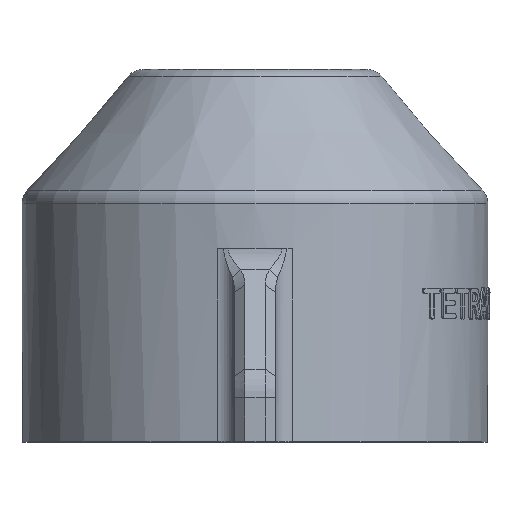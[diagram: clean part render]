
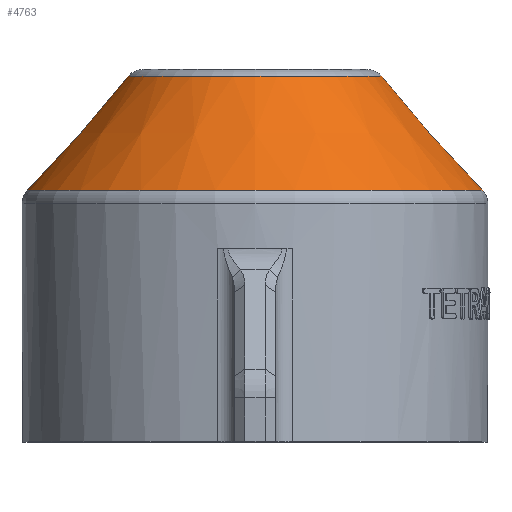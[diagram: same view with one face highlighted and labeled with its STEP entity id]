
A CAD part, top view. The second image highlights one B-rep face of the part: STEP entity #4763.
In plain terms, the highlighted conical face has half-angle 41.5 degrees and reference radius 23.1 mm.
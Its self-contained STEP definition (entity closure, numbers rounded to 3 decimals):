
#18=CONICAL_SURFACE('',#5010,23.1,0.724);
#780=FACE_OUTER_BOUND('',#1061,.T.);
#1061=EDGE_LOOP('',(#4202,#4203,#4204,#4205,#4206,#4207));
#1191=CIRCLE('',#4984,22.598);
#1192=CIRCLE('',#4985,22.598);
#1197=CIRCLE('',#4991,12.58);
#1198=CIRCLE('',#4992,12.58);
#1482=LINE('',#12360,#1776);
#1776=VECTOR('',#5654,23.1);
#2239=VERTEX_POINT('',#12312);
#2240=VERTEX_POINT('',#12313);
#2243=VERTEX_POINT('',#12322);
#2244=VERTEX_POINT('',#12324);
#2907=EDGE_CURVE('',#2239,#2240,#1191,.T.);
#2908=EDGE_CURVE('',#2240,#2239,#1192,.T.);
#2913=EDGE_CURVE('',#2244,#2243,#1197,.T.);
#2914=EDGE_CURVE('',#2243,#2244,#1198,.T.);
#2931=EDGE_CURVE('',#2239,#2244,#1482,.T.);
#4202=ORIENTED_EDGE('',*,*,#2907,.T.);
#4203=ORIENTED_EDGE('',*,*,#2908,.T.);
#4204=ORIENTED_EDGE('',*,*,#2931,.T.);
#4205=ORIENTED_EDGE('',*,*,#2913,.T.);
#4206=ORIENTED_EDGE('',*,*,#2914,.T.);
#4207=ORIENTED_EDGE('',*,*,#2931,.F.);
#4763=ADVANCED_FACE('',(#780),#18,.T.);
#4984=AXIS2_PLACEMENT_3D('',#12314,#5597,#5598);
#4985=AXIS2_PLACEMENT_3D('',#12315,#5599,#5600);
#4991=AXIS2_PLACEMENT_3D('',#12325,#5611,#5612);
#4992=AXIS2_PLACEMENT_3D('',#12326,#5613,#5614);
#5010=AXIS2_PLACEMENT_3D('',#12359,#5652,#5653);
#5597=DIRECTION('center_axis',(0.,1.,0.));
#5598=DIRECTION('ref_axis',(0.,0.,1.));
#5599=DIRECTION('center_axis',(0.,1.,0.));
#5600=DIRECTION('ref_axis',(0.,0.,1.));
#5611=DIRECTION('center_axis',(0.,-1.,0.));
#5612=DIRECTION('ref_axis',(0.,0.,1.));
#5613=DIRECTION('center_axis',(0.,-1.,0.));
#5614=DIRECTION('ref_axis',(0.,0.,1.));
#5652=DIRECTION('center_axis',(0.,-1.,0.));
#5653=DIRECTION('ref_axis',(0.,0.,-1.));
#5654=DIRECTION('',(0.,0.749,-0.663));
#12312=CARTESIAN_POINT('',(0.,24.942,22.598));
#12313=CARTESIAN_POINT('',(0.,24.942,-22.598));
#12314=CARTESIAN_POINT('Origin',(0.,24.942,
0.));
#12315=CARTESIAN_POINT('Origin',(0.,24.942,
0.));
#12322=CARTESIAN_POINT('',(0.,36.265,-12.58));
#12324=CARTESIAN_POINT('',(0.,36.265,12.58));
#12325=CARTESIAN_POINT('Origin',(0.,36.265,
0.));
#12326=CARTESIAN_POINT('Origin',(0.,36.265,
0.));
#12359=CARTESIAN_POINT('Origin',(0.,24.375,
0.));
#12360=CARTESIAN_POINT('',(0.,24.375,23.1));
